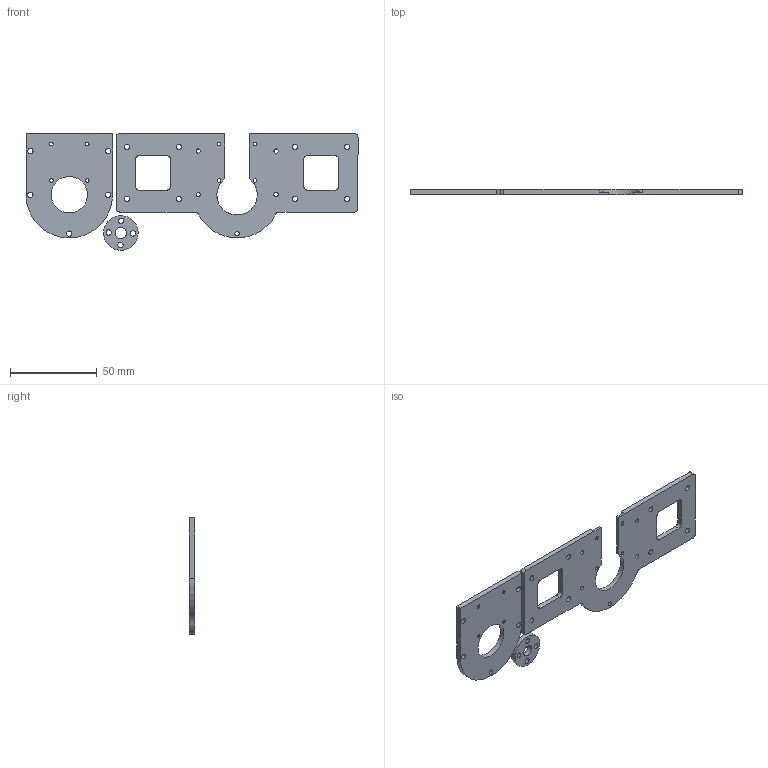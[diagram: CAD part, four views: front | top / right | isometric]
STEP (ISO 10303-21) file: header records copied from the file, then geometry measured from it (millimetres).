
FILE_DESCRIPTION(/* description */ (''),/* implementation_level */ '2;1');
FILE_NAME(/* name */ 'Waist_t3_CAM.stp',/* time_stamp */ '2025-04-27T03:04:00+09:00',/* author */ ('rei_r'),/* organization */ (''),/* preprocessor_version */ 'ST-DEVELOPER v19.2',/* originating_system */ 'Autodesk Inventor 2023',/* authorisation */ '');
FILE_SCHEMA (('AUTOMOTIVE_DESIGN { 1 0 10303 214 3 1 1 }'));
Length unit declared in the file: millimetre
Products named in the file (4): Waist_t3_CAM; waist_2; waist; servo_horn_spacer
Assembly tree (3 placements, depth 2):
  Waist_t3_CAM
    waist_2
    waist
    servo_horn_spacer
Bounding box: 191.83 x 3 x 67.32 mm (x, y, z)
Volume: 22601.7 mm3; surface area: 19192.5 mm2
Topology: 3 solids, 3 shells, 99 faces, 265 edges, 176 vertices
Faces by surface type: cylinder 58, plane 41
Full cylindrical faces by diameter (mm): 2.1 x8, 2.459 x5, 3.1 x17, 4.5 x4, 6.5 x1, 20 x1, 21 x1
Entity records: 3424 total; most frequent: DIRECTION 597, CARTESIAN_POINT 547, ORIENTED_EDGE 530, EDGE_CURVE 265, AXIS2_PLACEMENT_3D 226, VERTEX_POINT 176, EDGE_LOOP 171, LINE 145
